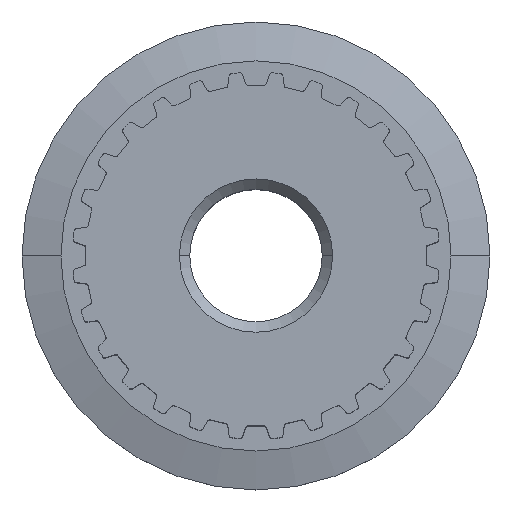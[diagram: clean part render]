
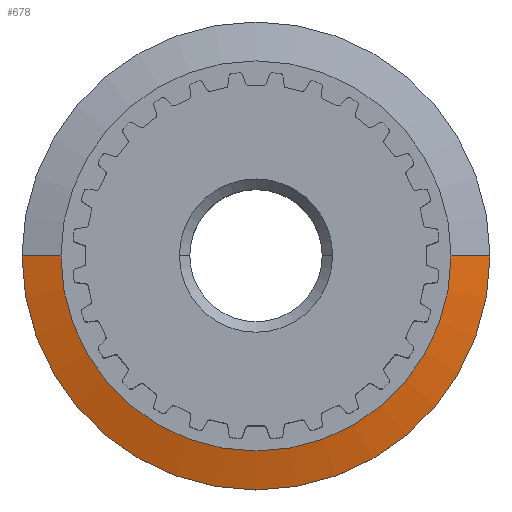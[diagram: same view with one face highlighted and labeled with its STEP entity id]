
A CAD part, top view. The second image highlights one B-rep face of the part: STEP entity #678.
In plain terms, the highlighted conical face has half-angle 75 degrees and reference radius 11.223 mm.
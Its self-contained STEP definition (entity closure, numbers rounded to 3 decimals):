
#678 = ADVANCED_FACE ( 'NONE', ( #4570 ), #4577, .T. ) ;
#717 = EDGE_CURVE ( 'NONE', #8119, #8120, #4630, .T. ) ;
#719 = EDGE_CURVE ( 'NONE', #8116, #8098, #4635, .T. ) ;
#2495 = ORIENTED_EDGE ( 'NONE', *, *, #717, .F. ) ;
#2496 = ORIENTED_EDGE ( 'NONE', *, *, #2642, .F. ) ;
#2497 = ORIENTED_EDGE ( 'NONE', *, *, #719, .T. ) ;
#2498 = ORIENTED_EDGE ( 'NONE', *, *, #2641, .T. ) ;
#2582 = EDGE_LOOP ( 'NONE', ( #2495, #2496, #2497, #2498 ) ) ;
#2641 = EDGE_CURVE ( 'NONE', #8098, #8120, #7395, .T. ) ;
#2642 = EDGE_CURVE ( 'NONE', #8116, #8119, #7396, .T. ) ;
#4319 = AXIS2_PLACEMENT_3D ( 'NONE', #4963, #4964, #4962 ) ;
#4570 = FACE_OUTER_BOUND ( 'NONE', #2582, .T. ) ;
#4577 = CONICAL_SURFACE ( 'NONE', #4319, 11.223, 1.309 ) ;
#4630 = LINE ( 'NONE', #5066, #4634 ) ;
#4634 = VECTOR ( 'NONE', #5064, 1000. ) ;
#4635 = LINE ( 'NONE', #5070, #4637 ) ;
#4637 = VECTOR ( 'NONE', #5065, 1000. ) ;
#4962 = DIRECTION ( 'NONE',  ( -1., 0., 0. ) ) ;
#4963 = CARTESIAN_POINT ( 'NONE',  ( 0., 0., -5.75 ) ) ;
#4964 = DIRECTION ( 'NONE',  ( 0., 0., -1. ) ) ;
#5064 = DIRECTION ( 'NONE',  ( 0.966, 0., -0.259 ) ) ;
#5065 = DIRECTION ( 'NONE',  ( -0.966, 0., -0.259 ) ) ;
#5066 = CARTESIAN_POINT ( 'NONE',  ( 11.223, 0., -5.75 ) ) ;
#5070 = CARTESIAN_POINT ( 'NONE',  ( -11.223, 0., -5.75 ) ) ;
#6360 = AXIS2_PLACEMENT_3D ( 'NONE', #7855, #7856, #7857 ) ;
#6361 = AXIS2_PLACEMENT_3D ( 'NONE', #7860, #7861, #7862 ) ;
#7395 = CIRCLE ( 'NONE', #6360, 11.223 ) ;
#7396 = CIRCLE ( 'NONE', #6361, 9.357 ) ;
#7855 = CARTESIAN_POINT ( 'NONE',  ( 0., 0., -5.75 ) ) ;
#7856 = DIRECTION ( 'NONE',  ( 0., 0., 1. ) ) ;
#7857 = DIRECTION ( 'NONE',  ( 1., 0., 0. ) ) ;
#7860 = CARTESIAN_POINT ( 'NONE',  ( 0., 0., -5.25 ) ) ;
#7861 = DIRECTION ( 'NONE',  ( 0., 0., 1. ) ) ;
#7862 = DIRECTION ( 'NONE',  ( 1., 0., 0. ) ) ;
#7953 = CARTESIAN_POINT ( 'NONE',  ( -11.223, 0., -5.75 ) ) ;
#7971 = CARTESIAN_POINT ( 'NONE',  ( -9.357, 0., -5.25 ) ) ;
#7974 = CARTESIAN_POINT ( 'NONE',  ( 9.357, 0., -5.25 ) ) ;
#7975 = CARTESIAN_POINT ( 'NONE',  ( 11.223, 0., -5.75 ) ) ;
#8098 = VERTEX_POINT ( 'NONE', #7953 ) ;
#8116 = VERTEX_POINT ( 'NONE', #7971 ) ;
#8119 = VERTEX_POINT ( 'NONE', #7974 ) ;
#8120 = VERTEX_POINT ( 'NONE', #7975 ) ;
